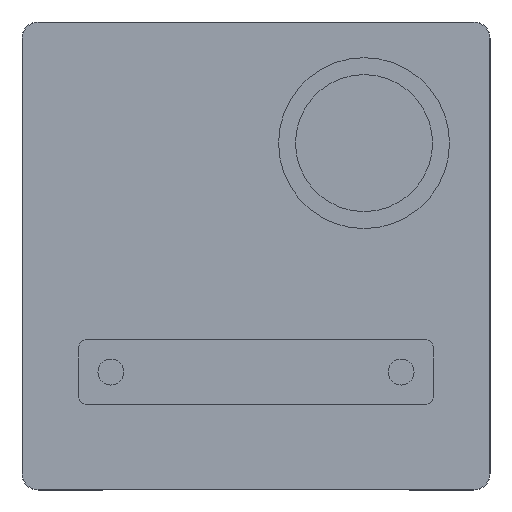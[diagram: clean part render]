
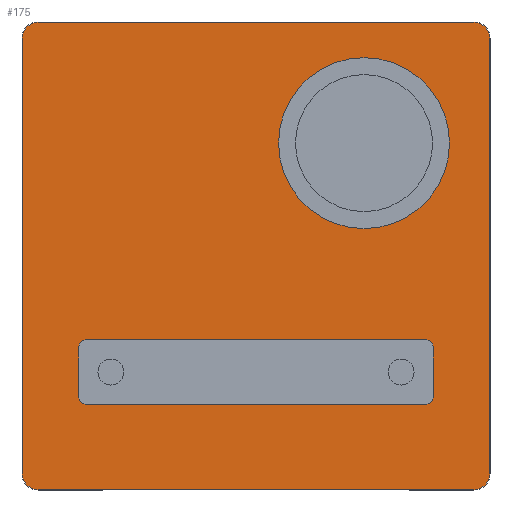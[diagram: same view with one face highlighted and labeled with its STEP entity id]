
A CAD part, front view. The second image highlights one B-rep face of the part: STEP entity #175.
In plain terms, the highlighted planar face has unit normal (0, -1, 0).
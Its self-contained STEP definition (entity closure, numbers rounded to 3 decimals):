
#175=ADVANCED_FACE('',(#715,#717,#719),#721,.F.);
#715=FACE_BOUND('',#716,.T.);
#716=EDGE_LOOP('',(#1138,#1139,#1140,#1141,#1142,#1143,#1144,#1145));
#717=FACE_BOUND('',#718,.T.);
#718=EDGE_LOOP('',(#1146,#1147,#1148,#1149,#1150,#1151,#1152,#1153));
#719=FACE_BOUND('',#720,.T.);
#720=EDGE_LOOP('',(#1154));
#721=PLANE('',#722);
#722=AXIS2_PLACEMENT_3D('',#723,#724,#725);
#723=CARTESIAN_POINT('',(0.,-14.5,0.));
#724=DIRECTION('',(0.,1.,0.));
#725=DIRECTION('',(-1.,0.,0.));
#1138=ORIENTED_EDGE('',*,*,#1388,.F.);
#1139=ORIENTED_EDGE('',*,*,#1389,.F.);
#1140=ORIENTED_EDGE('',*,*,#1390,.F.);
#1141=ORIENTED_EDGE('',*,*,#1391,.F.);
#1142=ORIENTED_EDGE('',*,*,#1392,.F.);
#1143=ORIENTED_EDGE('',*,*,#1393,.F.);
#1144=ORIENTED_EDGE('',*,*,#1394,.F.);
#1145=ORIENTED_EDGE('',*,*,#1395,.F.);
#1146=ORIENTED_EDGE('',*,*,#1372,.F.);
#1147=ORIENTED_EDGE('',*,*,#1387,.F.);
#1148=ORIENTED_EDGE('',*,*,#1385,.F.);
#1149=ORIENTED_EDGE('',*,*,#1383,.F.);
#1150=ORIENTED_EDGE('',*,*,#1381,.F.);
#1151=ORIENTED_EDGE('',*,*,#1379,.F.);
#1152=ORIENTED_EDGE('',*,*,#1377,.F.);
#1153=ORIENTED_EDGE('',*,*,#1375,.F.);
#1154=ORIENTED_EDGE('',*,*,#1396,.F.);
#1372=EDGE_CURVE('',#1519,#1520,#1521,.T.);
#1375=EDGE_CURVE('',#1520,#1524,#1525,.F.);
#1377=EDGE_CURVE('',#1524,#1527,#1528,.T.);
#1379=EDGE_CURVE('',#1527,#1530,#1531,.F.);
#1381=EDGE_CURVE('',#1530,#1533,#1534,.T.);
#1383=EDGE_CURVE('',#1533,#1536,#1537,.F.);
#1385=EDGE_CURVE('',#1536,#1539,#1540,.T.);
#1387=EDGE_CURVE('',#1539,#1519,#1542,.F.);
#1388=EDGE_CURVE('',#1543,#1544,#1545,.T.);
#1389=EDGE_CURVE('',#1546,#1543,#1547,.T.);
#1390=EDGE_CURVE('',#1548,#1546,#1549,.T.);
#1391=EDGE_CURVE('',#1550,#1548,#1551,.T.);
#1392=EDGE_CURVE('',#1552,#1550,#1553,.T.);
#1393=EDGE_CURVE('',#1554,#1552,#1555,.T.);
#1394=EDGE_CURVE('',#1556,#1554,#1557,.T.);
#1395=EDGE_CURVE('',#1544,#1556,#1558,.T.);
#1396=EDGE_CURVE('',#1559,#1559,#1560,.T.);
#1519=VERTEX_POINT('',#1781);
#1520=VERTEX_POINT('',#1782);
#1521=CIRCLE('',#1783,0.5);
#1524=VERTEX_POINT('',#1793);
#1525=LINE('',#1794,#1795);
#1527=VERTEX_POINT('',#1800);
#1528=CIRCLE('',#1801,0.5);
#1530=VERTEX_POINT('',#1808);
#1531=LINE('',#1809,#1810);
#1533=VERTEX_POINT('',#1815);
#1534=CIRCLE('',#1816,0.5);
#1536=VERTEX_POINT('',#1823);
#1537=LINE('',#1824,#1825);
#1539=VERTEX_POINT('',#1830);
#1540=CIRCLE('',#1831,0.5);
#1542=LINE('',#1838,#1839);
#1543=VERTEX_POINT('',#1841);
#1544=VERTEX_POINT('',#1842);
#1545=LINE('',#1843,#1844);
#1546=VERTEX_POINT('',#1846);
#1547=CIRCLE('',#1847,1.);
#1548=VERTEX_POINT('',#1851);
#1549=LINE('',#1852,#1853);
#1550=VERTEX_POINT('',#1855);
#1551=CIRCLE('',#1856,1.);
#1552=VERTEX_POINT('',#1860);
#1553=LINE('',#1861,#1862);
#1554=VERTEX_POINT('',#1864);
#1555=CIRCLE('',#1865,1.);
#1556=VERTEX_POINT('',#1869);
#1557=LINE('',#1870,#1871);
#1558=CIRCLE('',#1873,1.);
#1559=VERTEX_POINT('',#1877);
#1560=CIRCLE('',#1878,5.3);
#1781=CARTESIAN_POINT('',(11.,-14.5,-5.7));
#1782=CARTESIAN_POINT('',(10.5,-14.5,-5.2));
#1783=AXIS2_PLACEMENT_3D('',#1784,#1785,#1786);
#1784=CARTESIAN_POINT('',(10.5,-14.5,-5.7));
#1785=DIRECTION('',(0.,-1.,0.));
#1786=DIRECTION('',(1.,0.,0.));
#1793=CARTESIAN_POINT('',(-10.5,-14.5,-5.2));
#1794=CARTESIAN_POINT('',(-10.5,-14.5,-5.2));
#1795=VECTOR('',#1796,1.);
#1796=DIRECTION('',(1.,0.,0.));
#1800=CARTESIAN_POINT('',(-11.,-14.5,-5.7));
#1801=AXIS2_PLACEMENT_3D('',#1802,#1803,#1804);
#1802=CARTESIAN_POINT('',(-10.5,-14.5,-5.7));
#1803=DIRECTION('',(-0.,-1.,0.));
#1804=DIRECTION('',(0.,0.,1.));
#1808=CARTESIAN_POINT('',(-11.,-14.5,-8.7));
#1809=CARTESIAN_POINT('',(-11.,-14.5,-8.7));
#1810=VECTOR('',#1811,1.);
#1811=DIRECTION('',(0.,0.,1.));
#1815=CARTESIAN_POINT('',(-10.5,-14.5,-9.2));
#1816=AXIS2_PLACEMENT_3D('',#1817,#1818,#1819);
#1817=CARTESIAN_POINT('',(-10.5,-14.5,-8.7));
#1818=DIRECTION('',(-0.,-1.,0.));
#1819=DIRECTION('',(-1.,0.,0.));
#1823=CARTESIAN_POINT('',(10.5,-14.5,-9.2));
#1824=CARTESIAN_POINT('',(10.5,-14.5,-9.2));
#1825=VECTOR('',#1826,1.);
#1826=DIRECTION('',(-1.,0.,0.));
#1830=CARTESIAN_POINT('',(11.,-14.5,-8.7));
#1831=AXIS2_PLACEMENT_3D('',#1832,#1833,#1834);
#1832=CARTESIAN_POINT('',(10.5,-14.5,-8.7));
#1833=DIRECTION('',(0.,-1.,0.));
#1834=DIRECTION('',(0.,0.,-1.));
#1838=CARTESIAN_POINT('',(11.,-14.5,-5.7));
#1839=VECTOR('',#1840,1.);
#1840=DIRECTION('',(0.,0.,-1.));
#1841=CARTESIAN_POINT('',(-14.5,-14.5,-13.5));
#1842=CARTESIAN_POINT('',(-14.5,-14.5,13.5));
#1843=CARTESIAN_POINT('',(-14.5,-14.5,-13.5));
#1844=VECTOR('',#1845,1.);
#1845=DIRECTION('',(0.,0.,1.));
#1846=CARTESIAN_POINT('',(-13.5,-14.5,-14.5));
#1847=AXIS2_PLACEMENT_3D('',#1848,#1849,#1850);
#1848=CARTESIAN_POINT('',(-13.5,-14.5,-13.5));
#1849=DIRECTION('',(0.,1.,0.));
#1850=DIRECTION('',(0.,0.,-1.));
#1851=CARTESIAN_POINT('',(13.5,-14.5,-14.5));
#1852=CARTESIAN_POINT('',(13.5,-14.5,-14.5));
#1853=VECTOR('',#1854,1.);
#1854=DIRECTION('',(-1.,0.,0.));
#1855=CARTESIAN_POINT('',(14.5,-14.5,-13.5));
#1856=AXIS2_PLACEMENT_3D('',#1857,#1858,#1859);
#1857=CARTESIAN_POINT('',(13.5,-14.5,-13.5));
#1858=DIRECTION('',(0.,1.,0.));
#1859=DIRECTION('',(1.,0.,0.));
#1860=CARTESIAN_POINT('',(14.5,-14.5,13.5));
#1861=CARTESIAN_POINT('',(14.5,-14.5,13.5));
#1862=VECTOR('',#1863,1.);
#1863=DIRECTION('',(0.,0.,-1.));
#1864=CARTESIAN_POINT('',(13.5,-14.5,14.5));
#1865=AXIS2_PLACEMENT_3D('',#1866,#1867,#1868);
#1866=CARTESIAN_POINT('',(13.5,-14.5,13.5));
#1867=DIRECTION('',(0.,1.,0.));
#1868=DIRECTION('',(0.,0.,1.));
#1869=CARTESIAN_POINT('',(-13.5,-14.5,14.5));
#1870=CARTESIAN_POINT('',(-13.5,-14.5,14.5));
#1871=VECTOR('',#1872,1.);
#1872=DIRECTION('',(1.,0.,0.));
#1873=AXIS2_PLACEMENT_3D('',#1874,#1875,#1876);
#1874=CARTESIAN_POINT('',(-13.5,-14.5,13.5));
#1875=DIRECTION('',(0.,1.,0.));
#1876=DIRECTION('',(-1.,0.,0.));
#1877=CARTESIAN_POINT('',(12.,-14.5,7.));
#1878=AXIS2_PLACEMENT_3D('',#1879,#1880,#1881);
#1879=CARTESIAN_POINT('',(6.7,-14.5,7.));
#1880=DIRECTION('',(-0.,-1.,0.));
#1881=DIRECTION('',(1.,0.,0.));
